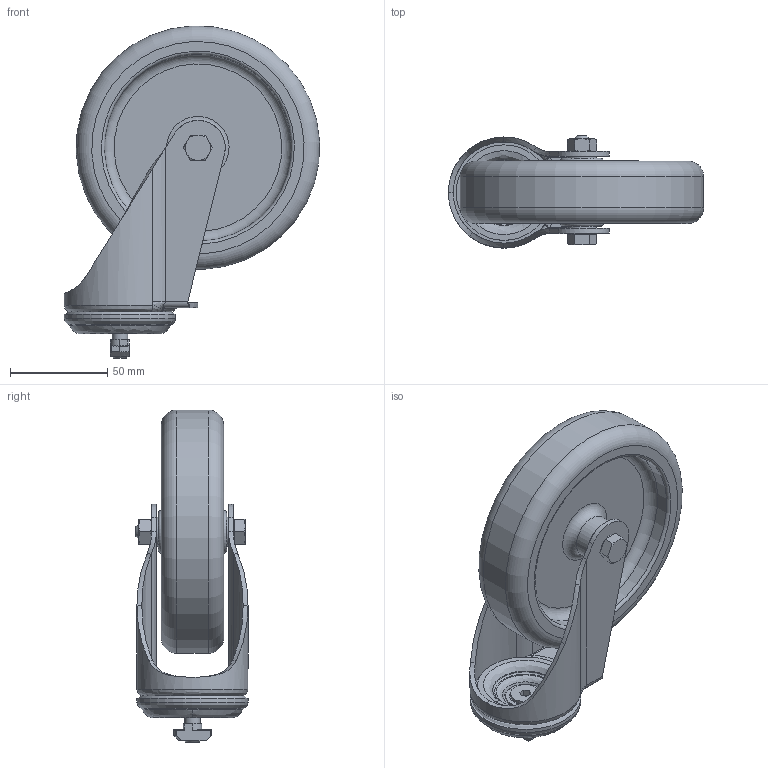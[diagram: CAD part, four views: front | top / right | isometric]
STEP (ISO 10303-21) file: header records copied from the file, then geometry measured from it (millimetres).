
FILE_DESCRIPTION(('STEP AP203'),'1');
FILE_NAME('ERGO10B1438.stp','2023-10-23T07:21:19',(' '),(' '),'Spatial InterOp 3D',' ',' ');
FILE_SCHEMA(('CONFIG_CONTROL_DESIGN'));
Length unit declared in the file: millimetre
Products named in the file (9): Kit roulette pivotante; Ecrou tête rectangulaire 10 M8; Roulette pivotante D125; roue pour roulette; corps; Kit roulette pivotante D125 - vis seule; Rondelle 12x8.2x5; Vis FHC - M8x25
Assembly tree (8 placements, depth 4):
  Kit roulette pivotante
    Ecrou tête rectangulaire 10 M8
    Kit roulette pivotante D125 - vis seule
      Roulette pivotante D125
        roue pour roulette
        corps
      Kit roulette pivotante D125 - vis seule
        Rondelle 12x8.2x5
        Vis FHC - M8x25
Bounding box: 130.92 x 57.5 x 170.32 mm (x, y, z)
Volume: 304081.9 mm3; surface area: 93983.1 mm2
Topology: 5 solids, 5 shells, 272 faces, 684 edges, 436 vertices
Faces by surface type: plane 128, bspline 56, cone 39, cylinder 37, torus 10, revolution 2
Full cylindrical faces by diameter (mm): 6.8 x1, 8 x2, 8.2 x1, 12 x1, 12.4 x1, 12.999 x1, 13 x1, 15 x1, 15.24 x1, 20.45 x1, 22 x2, 49 x1, 57 x1, 96 x2, 125 x1
Entity records: 20561 total; most frequent: CARTESIAN_POINT 13288, ORIENTED_EDGE 1268, DIRECTION 1083, EDGE_CURVE 634, VERTEX_POINT 426, AXIS2_PLACEMENT_3D 424, EDGE_LOOP 335, FACE_OUTER_BOUND 302
